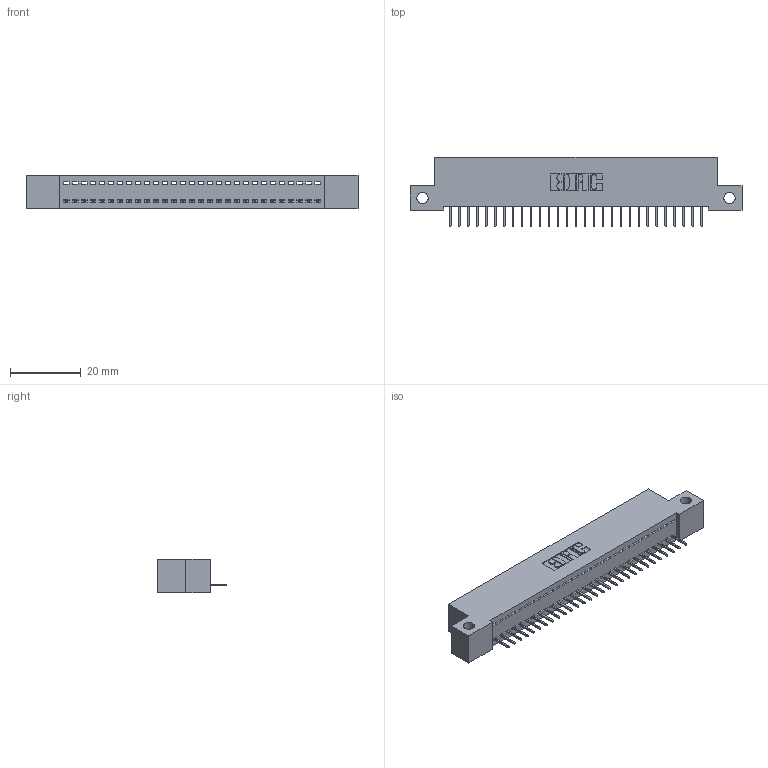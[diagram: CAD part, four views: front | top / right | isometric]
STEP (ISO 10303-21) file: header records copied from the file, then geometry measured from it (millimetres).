
FILE_DESCRIPTION (( 'STEP AP203' ), '1' );
FILE_NAME ('342-029-524-112.STEP', '2018-08-11T14:50:17', ( '' ), ( '' ), 'SwSTEP 2.0', 'SolidWorks 2016', '' );
FILE_SCHEMA (( 'CONFIG_CONTROL_DESIGN' ));
Length unit declared in the file: inch
Products named in the file (3): 342 Part_Side Mount; 345-292-001_345-293-124; 342-029-524-112
Assembly tree (30 placements, depth 2):
  342-029-524-112
    342 Part_Side Mount
    345-292-001_345-293-124  x29
Bounding box: 93.98 x 19.69 x 9.4 mm (x, y, z)
Volume: 8003.8 mm3; surface area: 10991.6 mm2
Topology: 30 solids, 30 shells, 1908 faces, 5519 edges, 3562 vertices
Faces by surface type: plane 1458, cylinder 450
Entity records: 19355 total; most frequent: CARTESIAN_POINT 3345, ORIENTED_EDGE 3310, DIRECTION 2849, EDGE_CURVE 1655, VECTOR 1531, LINE 1531, VERTEX_POINT 1098, AXIS2_PLACEMENT_3D 659
